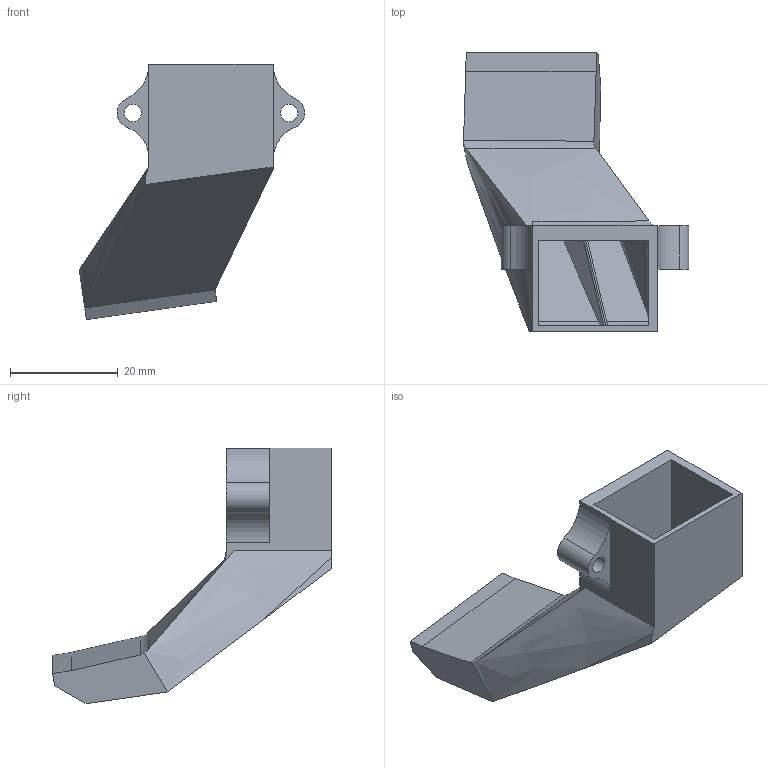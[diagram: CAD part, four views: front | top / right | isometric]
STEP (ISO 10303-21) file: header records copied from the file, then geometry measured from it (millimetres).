
FILE_DESCRIPTION(/* description */ (''),/* implementation_level */ '2;1');
FILE_NAME(/* name */ 'Part Cooling Duct - High flow.step',/* time_stamp */ '2021-10-19T14:47:25-07:00',/* author */ (''),/* organization */ (''),/* preprocessor_version */ 'ST-DEVELOPER v18.1',/* originating_system */ 'Autodesk Translation Framework v10.10.0.1391',/* authorisation */ '');
FILE_SCHEMA (('AUTOMOTIVE_DESIGN { 1 0 10303 214 3 1 1 }'));
Length unit declared in the file: millimetre
Products named in the file (1): Part Cooling Duct - High flow
Bounding box: 41.79 x 51.65 x 47.3 mm (x, y, z)
Volume: 6411.1 mm3; surface area: 10288.8 mm2
Topology: 1 solids, 2 shells, 68 faces, 203 edges, 136 vertices
Faces by surface type: plane 35, bspline 18, cylinder 15
Full cylindrical faces by diameter (mm): 3.2 x2
Entity records: 2982 total; most frequent: CARTESIAN_POINT 1286, ORIENTED_EDGE 406, DIRECTION 252, EDGE_CURVE 203, VERTEX_POINT 136, LINE 98, VECTOR 98, B_SPLINE_CURVE_WITH_KNOTS 79
